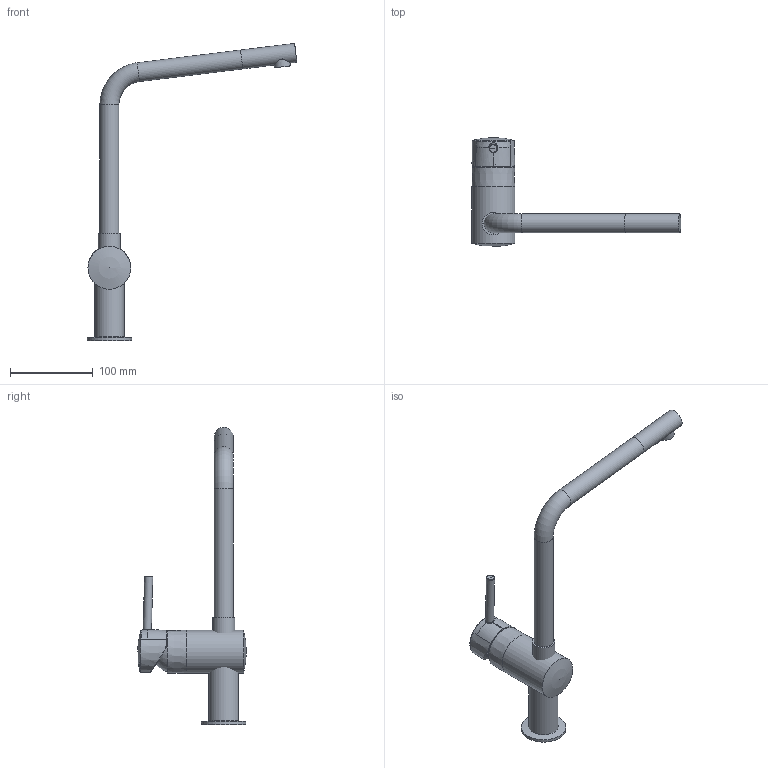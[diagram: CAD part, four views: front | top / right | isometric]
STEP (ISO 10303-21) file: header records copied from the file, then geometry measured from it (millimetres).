
FILE_DESCRIPTION(/* description */ ('Unknown'),/* implementation_level */ '2;1');
FILE_NAME(/* name */ '31375000',/* time_stamp */ '2022-09-09T10:09:35+02:00',/* author */ ('Unknown'),/* organization */ ('GROHE AG'),/* preprocessor_version */ 'ST-DEVELOPER v16.7',/* originating_system */ 'DEX',/* authorisation */ $);
FILE_SCHEMA (('AUTOMOTIVE_DESIGN {1 0 10303 214 3 1 1}'));
Length unit declared in the file: millimetre
Products named in the file (2): 31375000; id11
Assembly tree (1 placements, depth 2):
  31375000
    id11
Bounding box: 254.23 x 131.74 x 360.12 mm (x, y, z)
Surface area: 84707.5 mm2 (no closed solid volume)
Topology: 0 solids, 8 shells, 109 faces, 299 edges, 192 vertices
Faces by surface type: bspline 45, plane 19, cylinder 17, cone 13, torus 11, sphere 4
Full cylindrical faces by diameter (mm): 10 x1, 19.87 x1, 20.4 x2, 23 x4, 27 x1, 36 x1, 52 x1, 54 x1
Entity records: 6636 total; most frequent: CARTESIAN_POINT 4449, ORIENTED_EDGE 456, DIRECTION 286, EDGE_CURVE 257, VERTEX_POINT 175, B_SPLINE_CURVE_WITH_KNOTS 169, EDGE_LOOP 139, FACE_BOUND 139
